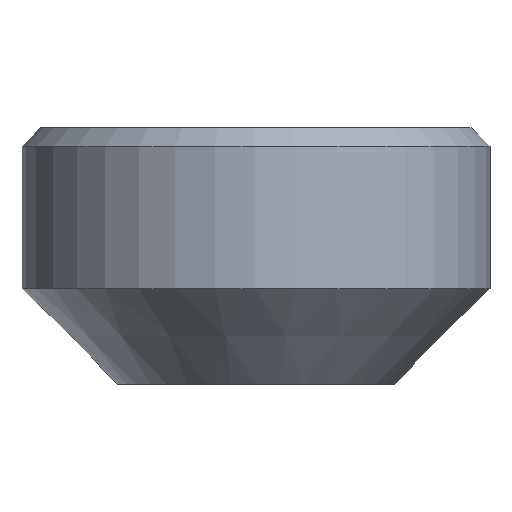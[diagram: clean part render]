
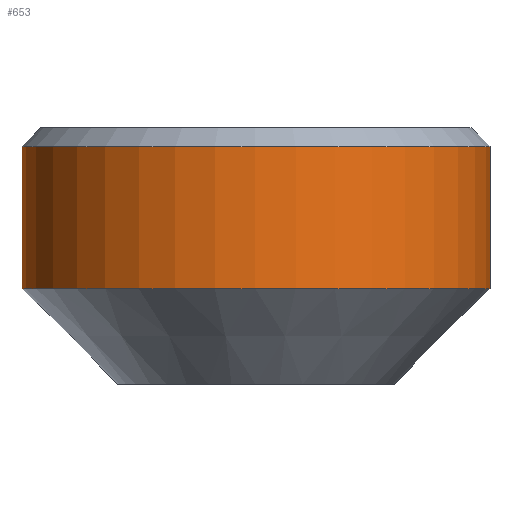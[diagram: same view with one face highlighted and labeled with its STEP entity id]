
A CAD part, left-side view. The second image highlights one B-rep face of the part: STEP entity #653.
In plain terms, the highlighted cylindrical face has radius 6.2 mm (diameter 12.4 mm), a partial arc.
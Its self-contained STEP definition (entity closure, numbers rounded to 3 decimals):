
#23=CYLINDRICAL_SURFACE('',#718,6.2);
#45=CIRCLE('',#713,6.2);
#47=CIRCLE('',#719,6.2);
#77=FACE_OUTER_BOUND('',#123,.T.);
#123=EDGE_LOOP('',(#543,#544,#545,#546));
#192=LINE('',#1510,#262);
#195=LINE('',#1520,#265);
#262=VECTOR('',#863,10.);
#265=VECTOR('',#874,10.);
#319=VERTEX_POINT('',#1496);
#320=VERTEX_POINT('',#1500);
#322=VERTEX_POINT('',#1508);
#325=VERTEX_POINT('',#1518);
#394=EDGE_CURVE('',#319,#320,#45,.T.);
#398=EDGE_CURVE('',#322,#319,#192,.T.);
#402=EDGE_CURVE('',#325,#322,#47,.T.);
#403=EDGE_CURVE('',#325,#320,#195,.T.);
#543=ORIENTED_EDGE('',*,*,#394,.F.);
#544=ORIENTED_EDGE('',*,*,#398,.F.);
#545=ORIENTED_EDGE('',*,*,#402,.F.);
#546=ORIENTED_EDGE('',*,*,#403,.T.);
#653=ADVANCED_FACE('',(#77),#23,.T.);
#713=AXIS2_PLACEMENT_3D('',#1502,#854,#855);
#718=AXIS2_PLACEMENT_3D('',#1517,#870,#871);
#719=AXIS2_PLACEMENT_3D('',#1519,#872,#873);
#854=DIRECTION('center_axis',(0.,0.,1.));
#855=DIRECTION('ref_axis',(-1.,0.,0.));
#863=DIRECTION('',(0.,0.,1.));
#870=DIRECTION('center_axis',(0.,0.,1.));
#871=DIRECTION('ref_axis',(-1.,0.004,0.));
#872=DIRECTION('center_axis',(0.,0.,-1.));
#873=DIRECTION('ref_axis',(-1.,0.,0.));
#874=DIRECTION('',(0.,0.,1.));
#1496=CARTESIAN_POINT('',(-165.916,85.212,3.8));
#1500=CARTESIAN_POINT('',(-165.956,74.418,3.8));
#1502=CARTESIAN_POINT('Origin',(-168.988,79.826,3.8));
#1508=CARTESIAN_POINT('',(-165.916,85.212,0.035));
#1510=CARTESIAN_POINT('',(-165.916,85.212,0.));
#1517=CARTESIAN_POINT('Origin',(-168.988,79.826,0.));
#1518=CARTESIAN_POINT('',(-165.956,74.418,0.035));
#1519=CARTESIAN_POINT('Origin',(-168.988,79.826,0.035));
#1520=CARTESIAN_POINT('',(-165.956,74.418,0.));
